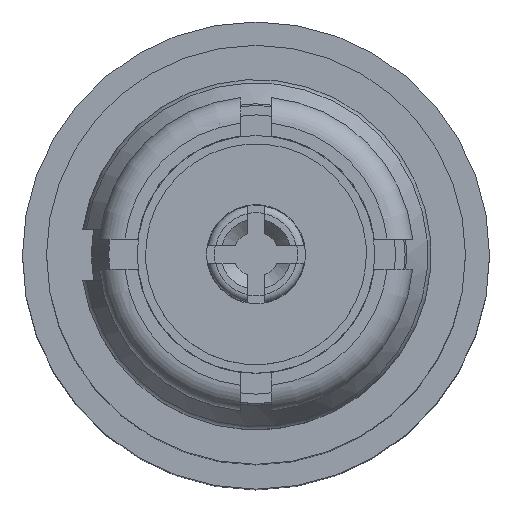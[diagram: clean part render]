
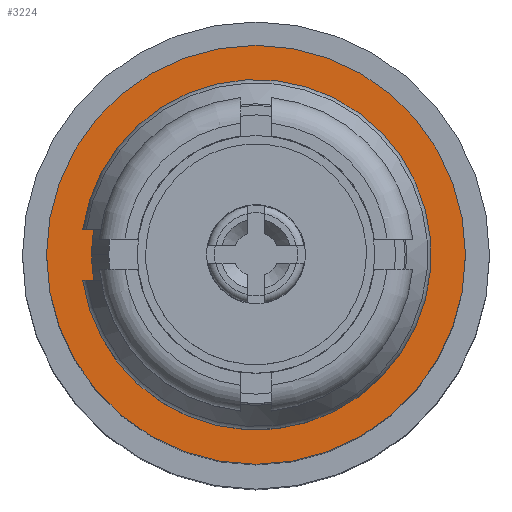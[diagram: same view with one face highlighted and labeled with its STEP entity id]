
A CAD part, top view. The second image highlights one B-rep face of the part: STEP entity #3224.
In plain terms, the highlighted planar face has unit normal (0, 0, 1).
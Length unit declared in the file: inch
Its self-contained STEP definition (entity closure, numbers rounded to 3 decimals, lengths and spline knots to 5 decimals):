
#38 = CIRCLE ( 'NONE', #4615, 0.069 ) ;
#82 = LINE ( 'NONE', #3728, #4573 ) ;
#150 = EDGE_CURVE ( 'NONE', #4273, #1142, #2380, .T. ) ;
#585 = DIRECTION ( 'NONE',  ( 1., 0., 0. ) ) ;
#698 = DIRECTION ( 'NONE',  ( -1., 0., 0. ) ) ;
#709 = DIRECTION ( 'NONE',  ( 1., 0., 0. ) ) ;
#749 = DIRECTION ( 'NONE',  ( 1., 0., 0. ) ) ;
#772 = EDGE_CURVE ( 'NONE', #4971, #2759, #38, .T. ) ;
#776 = CARTESIAN_POINT ( 'NONE',  ( 0., 0., -0.135 ) ) ;
#782 = VERTEX_POINT ( 'NONE', #2291 ) ;
#801 = CARTESIAN_POINT ( 'NONE',  ( 0.0825, 0., -0.135 ) ) ;
#974 = CARTESIAN_POINT ( 'NONE',  ( 0., 0., -0.135 ) ) ;
#985 = EDGE_CURVE ( 'NONE', #1142, #4273, #5414, .T. ) ;
#1122 = FACE_BOUND ( 'NONE', #1234, .T. ) ;
#1142 = VERTEX_POINT ( 'NONE', #801 ) ;
#1234 = EDGE_LOOP ( 'NONE', ( #1970, #4045, #4432, #2058, #4880 ) ) ;
#1254 = DIRECTION ( 'NONE',  ( 0., 0., 1. ) ) ;
#1363 = ORIENTED_EDGE ( 'NONE', *, *, #985, .T. ) ;
#1428 = DIRECTION ( 'NONE',  ( -1., 0., 0. ) ) ;
#1583 = DIRECTION ( 'NONE',  ( 1., 0., 0. ) ) ;
#1610 = DIRECTION ( 'NONE',  ( 0., 0., 1. ) ) ;
#1644 = DIRECTION ( 'NONE',  ( 0., 0., 1. ) ) ;
#1879 = VECTOR ( 'NONE', #4699, 39.37008 ) ;
#1952 = CIRCLE ( 'NONE', #3289, 0.0647 ) ;
#1970 = ORIENTED_EDGE ( 'NONE', *, *, #772, .T. ) ;
#1980 = CARTESIAN_POINT ( 'NONE',  ( -0.06393, -0.01, -0.135 ) ) ;
#2058 = ORIENTED_EDGE ( 'NONE', *, *, #5702, .F. ) ;
#2151 = CIRCLE ( 'NONE', #2455, 0.0647 ) ;
#2291 = CARTESIAN_POINT ( 'NONE',  ( -0.0647, 0., -0.135 ) ) ;
#2329 = DIRECTION ( 'NONE',  ( 0., 0., -1. ) ) ;
#2380 = CIRCLE ( 'NONE', #2926, 0.0825 ) ;
#2455 = AXIS2_PLACEMENT_3D ( 'NONE', #5682, #2952, #749 ) ;
#2506 = CARTESIAN_POINT ( 'NONE',  ( 0., 0.06714, -0.135 ) ) ;
#2562 = DIRECTION ( 'NONE',  ( 1., 0., 0. ) ) ;
#2719 = VERTEX_POINT ( 'NONE', #2882 ) ;
#2731 = CARTESIAN_POINT ( 'NONE',  ( -0.0825, 0., -0.135 ) ) ;
#2759 = VERTEX_POINT ( 'NONE', #4272 ) ;
#2764 = DIRECTION ( 'NONE',  ( 0., 0., 1. ) ) ;
#2882 = CARTESIAN_POINT ( 'NONE',  ( -0.06393, 0.01, -0.135 ) ) ;
#2926 = AXIS2_PLACEMENT_3D ( 'NONE', #3171, #2764, #585 ) ;
#2952 = DIRECTION ( 'NONE',  ( 0., 0., 1. ) ) ;
#3171 = CARTESIAN_POINT ( 'NONE',  ( 0., 0., -0.135 ) ) ;
#3224 = ADVANCED_FACE ( 'NONE', ( #4434, #1122 ), #3856, .T. ) ;
#3261 = EDGE_CURVE ( 'NONE', #782, #3685, #1952, .T. ) ;
#3270 = CARTESIAN_POINT ( 'NONE',  ( -0.06827, 0.01, -0.135 ) ) ;
#3289 = AXIS2_PLACEMENT_3D ( 'NONE', #3873, #1254, #2562 ) ;
#3349 = CARTESIAN_POINT ( 'NONE',  ( -0.06827, -0.01, -0.135 ) ) ;
#3492 = ORIENTED_EDGE ( 'NONE', *, *, #150, .T. ) ;
#3497 = EDGE_LOOP ( 'NONE', ( #1363, #3492 ) ) ;
#3625 = EDGE_CURVE ( 'NONE', #2759, #3685, #4650, .T. ) ;
#3685 = VERTEX_POINT ( 'NONE', #1980 ) ;
#3728 = CARTESIAN_POINT ( 'NONE',  ( 0., 0.01, -0.135 ) ) ;
#3856 = PLANE ( 'NONE',  #3870 ) ;
#3870 = AXIS2_PLACEMENT_3D ( 'NONE', #2506, #1644, #1583 ) ;
#3873 = CARTESIAN_POINT ( 'NONE',  ( 0., 0., -0.135 ) ) ;
#4045 = ORIENTED_EDGE ( 'NONE', *, *, #3625, .T. ) ;
#4272 = CARTESIAN_POINT ( 'NONE',  ( -0.06827, -0.01, -0.135 ) ) ;
#4273 = VERTEX_POINT ( 'NONE', #2731 ) ;
#4432 = ORIENTED_EDGE ( 'NONE', *, *, #3261, .F. ) ;
#4434 = FACE_OUTER_BOUND ( 'NONE', #3497, .T. ) ;
#4573 = VECTOR ( 'NONE', #698, 39.37008 ) ;
#4615 = AXIS2_PLACEMENT_3D ( 'NONE', #974, #2329, #1428 ) ;
#4650 = LINE ( 'NONE', #3349, #1879 ) ;
#4699 = DIRECTION ( 'NONE',  ( 1., 0., 0. ) ) ;
#4880 = ORIENTED_EDGE ( 'NONE', *, *, #5660, .T. ) ;
#4971 = VERTEX_POINT ( 'NONE', #3270 ) ;
#5214 = AXIS2_PLACEMENT_3D ( 'NONE', #776, #1610, #709 ) ;
#5414 = CIRCLE ( 'NONE', #5214, 0.0825 ) ;
#5660 = EDGE_CURVE ( 'NONE', #2719, #4971, #82, .T. ) ;
#5682 = CARTESIAN_POINT ( 'NONE',  ( 0., 0., -0.135 ) ) ;
#5702 = EDGE_CURVE ( 'NONE', #2719, #782, #2151, .T. ) ;
